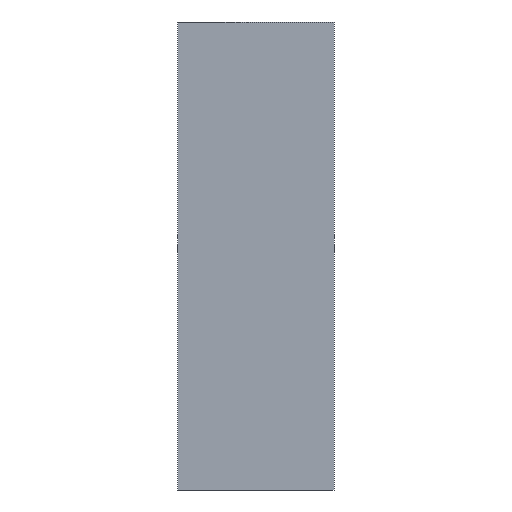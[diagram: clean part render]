
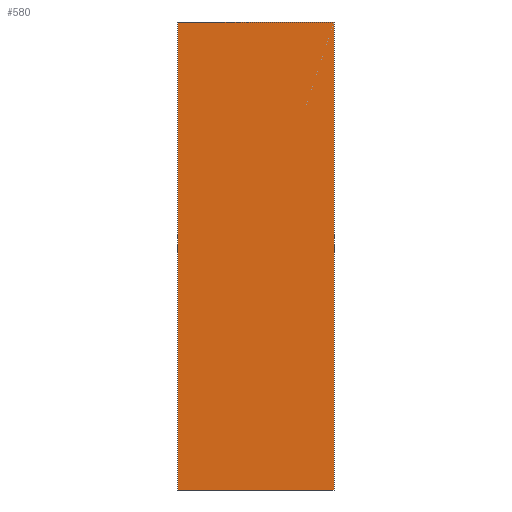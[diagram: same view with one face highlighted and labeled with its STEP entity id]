
A CAD part, left-side view. The second image highlights one B-rep face of the part: STEP entity #580.
In plain terms, the highlighted planar face has unit normal (-1, 0, 0).
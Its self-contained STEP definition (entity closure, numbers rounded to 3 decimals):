
#40=FACE_OUTER_BOUND('',#72,.T.);
#72=EDGE_LOOP('',(#449,#450,#451,#452));
#125=LINE('',#860,#197);
#131=LINE('',#874,#203);
#138=LINE('',#885,#210);
#139=LINE('',#887,#211);
#197=VECTOR('',#710,1.5);
#203=VECTOR('',#720,1.5);
#210=VECTOR('',#731,0.5);
#211=VECTOR('',#734,0.5);
#255=VERTEX_POINT('',#857);
#256=VERTEX_POINT('',#859);
#261=VERTEX_POINT('',#872);
#262=VERTEX_POINT('',#873);
#317=EDGE_CURVE('',#256,#255,#125,.T.);
#323=EDGE_CURVE('',#261,#262,#131,.T.);
#330=EDGE_CURVE('',#256,#261,#138,.T.);
#331=EDGE_CURVE('',#262,#255,#139,.T.);
#449=ORIENTED_EDGE('',*,*,#331,.F.);
#450=ORIENTED_EDGE('',*,*,#323,.F.);
#451=ORIENTED_EDGE('',*,*,#330,.F.);
#452=ORIENTED_EDGE('',*,*,#317,.T.);
#512=PLANE('',#617);
#580=ADVANCED_FACE('',(#40),#512,.T.);
#617=AXIS2_PLACEMENT_3D('',#886,#732,#733);
#710=DIRECTION('',(0.,0.,1.));
#720=DIRECTION('',(0.,0.,1.));
#731=DIRECTION('',(0.,1.,0.));
#732=DIRECTION('center_axis',(-1.,0.,0.));
#733=DIRECTION('ref_axis',(0.,-1.,0.));
#734=DIRECTION('',(0.,-1.,0.));
#857=CARTESIAN_POINT('',(-0.014,-0.014,1.486));
#859=CARTESIAN_POINT('',(-0.014,-0.014,-0.014));
#860=CARTESIAN_POINT('',(-0.014,-0.014,1.472));
#872=CARTESIAN_POINT('',(-0.014,0.486,-0.014));
#873=CARTESIAN_POINT('',(-0.014,0.486,1.486));
#874=CARTESIAN_POINT('',(-0.014,0.486,1.472));
#885=CARTESIAN_POINT('',(-0.014,0.,-0.014));
#886=CARTESIAN_POINT('Origin',(-0.014,0.472,1.472));
#887=CARTESIAN_POINT('',(-0.014,0.486,1.486));
